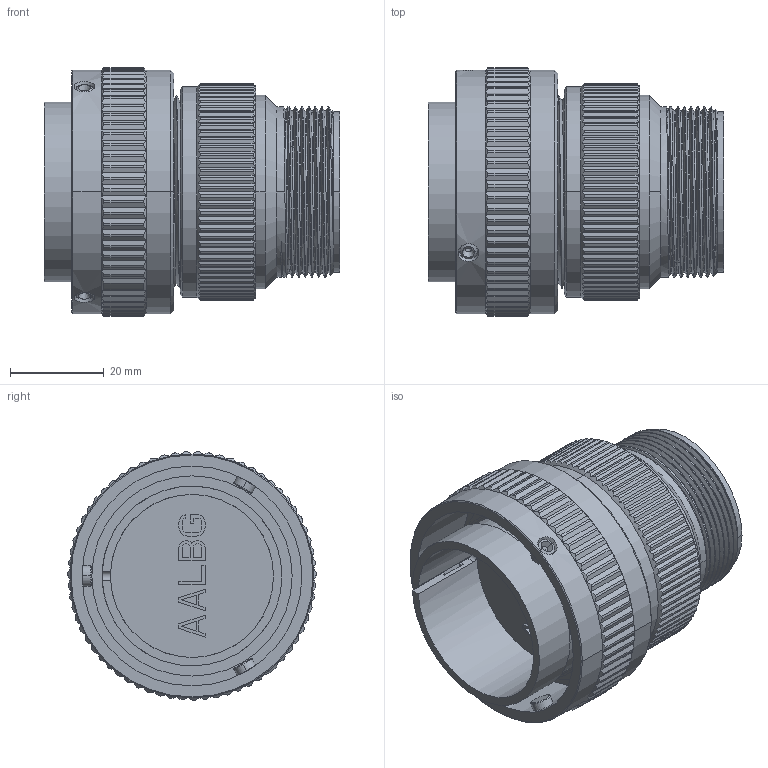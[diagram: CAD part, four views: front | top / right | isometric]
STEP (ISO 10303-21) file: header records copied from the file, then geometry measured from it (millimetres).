
FILE_DESCRIPTION((''),'2;1');
FILE_NAME('VG95234L-28_SW0002','2023-03-16T10:21:00',('paultorloting'),('NET AG system integration'),'CREO PARAMETRIC BY PTC INC, 2021404','CREO PARAMETRIC BY PTC INC, 2021404','');
FILE_SCHEMA(('AUTOMOTIVE_DESIGN { 1 0 10303 214 1 1 1 1 }'));
Products named in the file (1): VG95234L-28_SW0002
Bounding box: 63.3 x 53.14 x 53.12 mm (x, y, z)
Volume: 72402.2 mm3; surface area: 27178.6 mm2
Topology: 1 solids, 1 shells, 1481 faces, 4270 edges, 2817 vertices
Faces by surface type: plane 794, cylinder 550, cone 107, bspline 20, torus 10
Entity records: 74630 total; most frequent: CARTESIAN_POINT 30479, ORIENTED_EDGE 8528, DIRECTION 6103, EDGE_CURVE 4264, VERTEX_POINT 2817, AXIS2_PLACEMENT_3D 2178, B_SPLINE_CURVE_WITH_KNOTS 1813, VECTOR 1744
